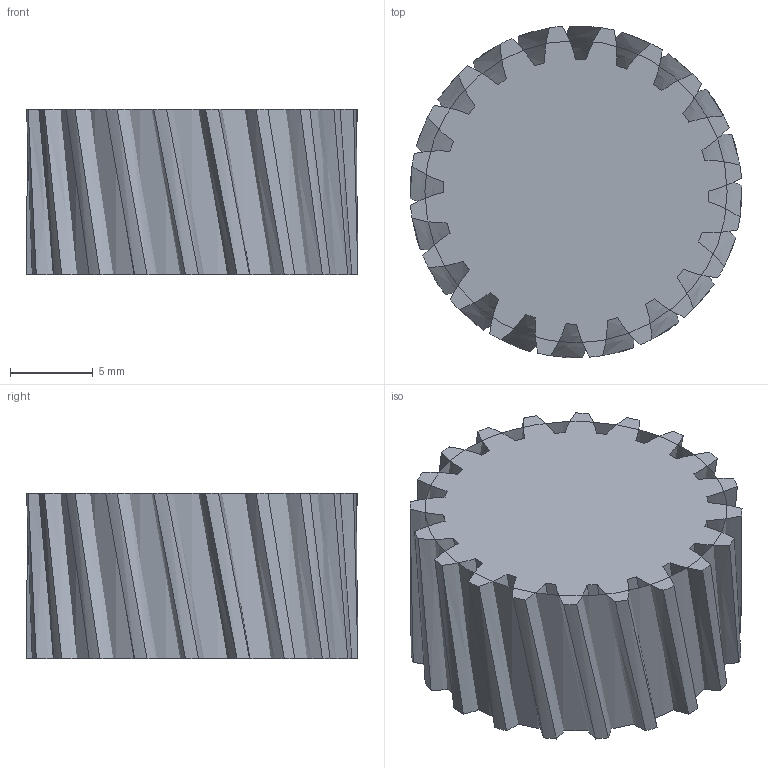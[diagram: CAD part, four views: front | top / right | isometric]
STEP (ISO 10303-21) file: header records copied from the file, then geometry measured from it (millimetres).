
FILE_DESCRIPTION(/* description */ ('','CAx-IF Rec.Pracs.---Representation and Presentation of Product Manufacturing Information (PMI)---4.0---2014-10-13'),/* implementation_level */ '2;1');
FILE_NAME(/* name */ 'planet_gear_T20_M0.9_H10d.stp',/* time_stamp */ '2019-06-22T00:02:03+09:00',/* author */ ('cdi'),/* organization */ (''),/* preprocessor_version */ 'ST-DEVELOPER v17.2',/* originating_system */ 'Autodesk Inventor 2019',/* authorisation */ '');
FILE_SCHEMA (('AP242_MANAGED_MODEL_BASED_3D_ENGINEERING_MIM_LF { 1 0 10303 442 1 1 4 }'));
Length unit declared in the file: millimetre
Products named in the file (1): Spur Gear1
Bounding box: 20.08 x 20.08 x 10 mm (x, y, z)
Volume: 2602.7 mm3; surface area: 2250.4 mm2
Topology: 1 solids, 2 shells, 83 faces, 247 edges, 166 vertices
Faces by surface type: bspline 60, cylinder 21, plane 2
Full cylindrical faces by diameter (mm): 18.278 x1
Entity records: 3795 total; most frequent: CARTESIAN_POINT 2034, ORIENTED_EDGE 485, EDGE_CURVE 244, B_SPLINE_CURVE_WITH_KNOTS 200, VERTEX_POINT 163, DIRECTION 141, FACE_OUTER_BOUND 83, EDGE_LOOP 83
